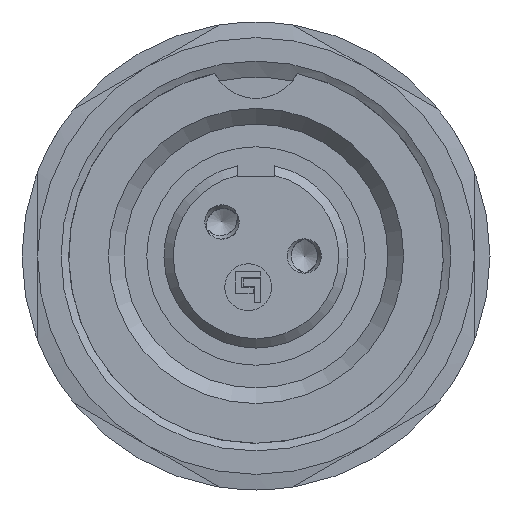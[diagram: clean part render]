
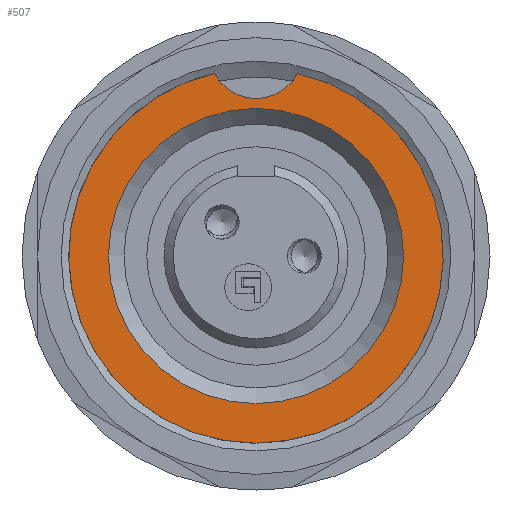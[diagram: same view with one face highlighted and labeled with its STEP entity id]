
A CAD part, left-side view. The second image highlights one B-rep face of the part: STEP entity #507.
In plain terms, the highlighted planar face has unit normal (-1, 0, 0).
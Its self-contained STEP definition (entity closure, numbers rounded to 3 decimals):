
#391=PLANE('',#2409);
#507=ADVANCED_FACE('',(#653,#654),#391,.T.);
#653=FACE_BOUND('',#814,.T.);
#654=FACE_BOUND('',#815,.T.);
#814=EDGE_LOOP('',(#1488));
#815=EDGE_LOOP('',(#1489,#1490));
#1488=ORIENTED_EDGE('',*,*,#2061,.T.);
#1489=ORIENTED_EDGE('',*,*,#2062,.F.);
#1490=ORIENTED_EDGE('',*,*,#2063,.T.);
#1802=VERTEX_POINT('',#4014);
#1803=VERTEX_POINT('',#4017);
#1804=VERTEX_POINT('',#4018);
#2061=EDGE_CURVE('',#1802,#1802,#2206,.T.);
#2062=EDGE_CURVE('',#1803,#1804,#2207,.T.);
#2063=EDGE_CURVE('',#1803,#1804,#2208,.T.);
#2206=CIRCLE('',#2405,4.73);
#2207=CIRCLE('',#2407,6.);
#2208=CIRCLE('',#2408,1.5);
#2405=AXIS2_PLACEMENT_3D('',#4013,#2902,#2903);
#2407=AXIS2_PLACEMENT_3D('',#4016,#2906,#2907);
#2408=AXIS2_PLACEMENT_3D('',#4019,#2908,#2909);
#2409=AXIS2_PLACEMENT_3D('',#4020,#2910,#2911);
#2902=DIRECTION('',(1.,0.,0.));
#2903=DIRECTION('',(0.,0.,1.));
#2906=DIRECTION('',(1.,0.,0.));
#2907=DIRECTION('',(0.,0.,-1.));
#2908=DIRECTION('',(1.,0.,0.));
#2909=DIRECTION('',(0.,0.,1.));
#2910=DIRECTION('',(-1.,0.,0.));
#2911=DIRECTION('',(0.,0.,1.));
#4013=CARTESIAN_POINT('',(0.,0.,0.));
#4014=CARTESIAN_POINT('',(0.,0.,4.73));
#4016=CARTESIAN_POINT('',(0.,0.,0.));
#4017=CARTESIAN_POINT('',(0.,-1.327,5.851));
#4018=CARTESIAN_POINT('',(0.,1.327,5.851));
#4019=CARTESIAN_POINT('',(0.,0.,6.55));
#4020=CARTESIAN_POINT('',(0.,0.,0.));
